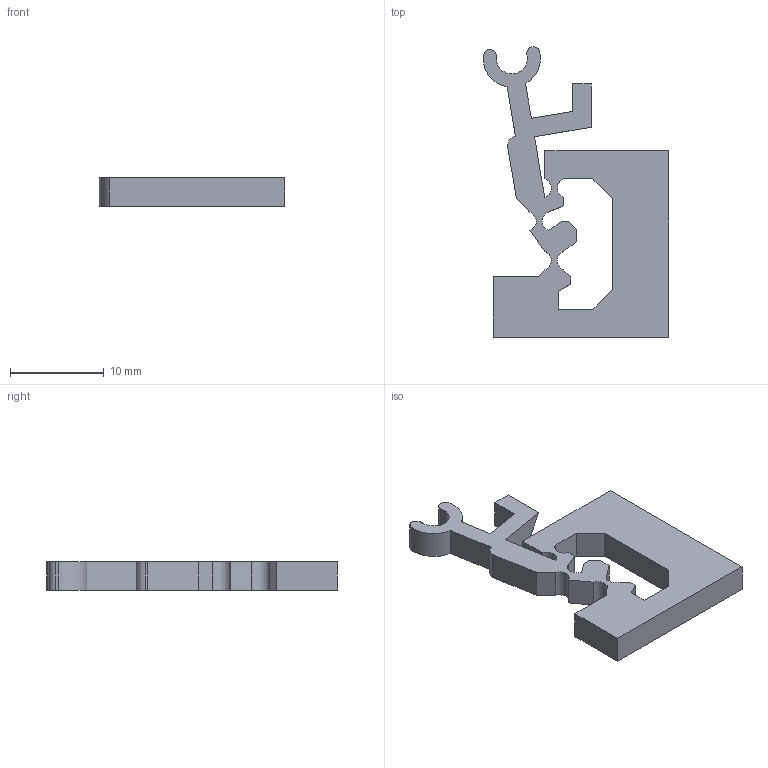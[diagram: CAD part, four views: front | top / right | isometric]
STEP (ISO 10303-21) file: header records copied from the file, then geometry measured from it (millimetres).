
FILE_DESCRIPTION (( 'STEP AP214' ), '1' );
FILE_NAME ('switch-flexures-separate_v2_one-piece.STEP', '2025-10-14T18:58:15', ( '' ), ( '' ), 'SwSTEP 2.0', 'SolidWorks 2025', '' );
FILE_SCHEMA (( 'AUTOMOTIVE_DESIGN' ));
Length unit declared in the file: millimetre
Products named in the file (1): switch-flexures-separate_v2_one-piece
Bounding box: 19.85 x 31.05 x 3 mm (x, y, z)
Volume: 874.4 mm3; surface area: 1138.6 mm2
Topology: 1 solids, 1 shells, 58 faces, 165 edges, 109 vertices
Faces by surface type: plane 38, cylinder 20
Entity records: 1912 total; most frequent: CARTESIAN_POINT 333, ORIENTED_EDGE 330, DIRECTION 323, EDGE_CURVE 165, VECTOR 125, LINE 125, VERTEX_POINT 109, AXIS2_PLACEMENT_3D 99
